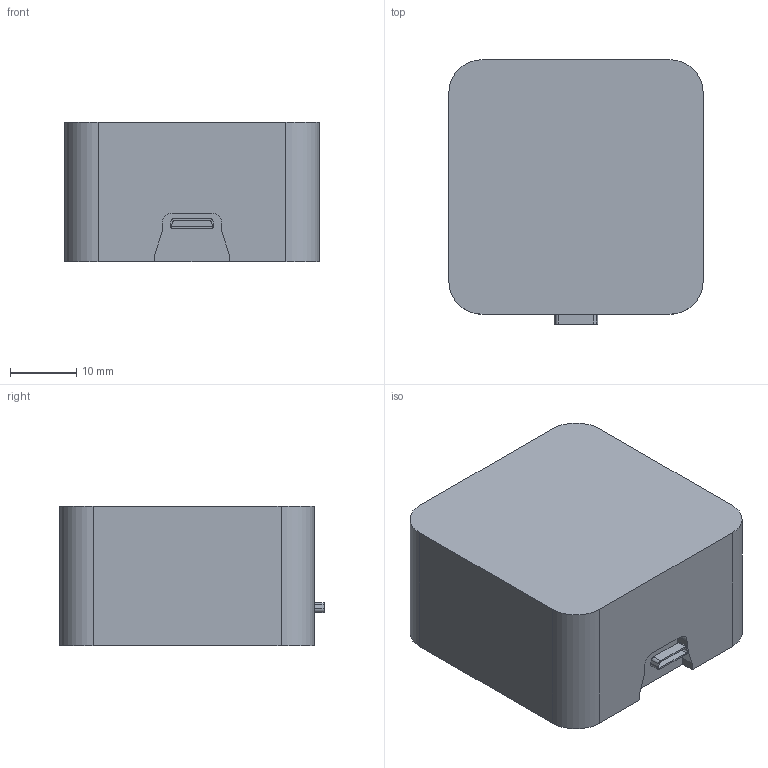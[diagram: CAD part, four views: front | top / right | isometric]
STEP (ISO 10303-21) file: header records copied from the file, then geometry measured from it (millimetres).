
FILE_DESCRIPTION(/* description */ (''),/* implementation_level */ '2;1');
FILE_NAME(/* name */ 'Pixhawk2 Cube v5.step',/* time_stamp */ '2022-11-04T21:27:23-05:00',/* author */ (''),/* organization */ (''),/* preprocessor_version */ 'ST-DEVELOPER v19.2',/* originating_system */ 'Autodesk Translation Framework v11.17.0.187',/* authorisation */ '');
FILE_SCHEMA (('AUTOMOTIVE_DESIGN { 1 0 10303 214 3 1 1 }'));
Length unit declared in the file: millimetre
Products named in the file (2): Pixhawk2 Cube; Component1
Assembly tree (1 placements, depth 2):
  Pixhawk2 Cube
    Component1
Bounding box: 38.32 x 39.82 x 21 mm (x, y, z)
Volume: 30249.9 mm3; surface area: 6005.6 mm2
Topology: 2 solids, 2 shells, 38 faces, 102 edges, 68 vertices
Faces by surface type: plane 24, cylinder 14
Entity records: 1264 total; most frequent: DIRECTION 212, CARTESIAN_POINT 211, ORIENTED_EDGE 204, EDGE_CURVE 102, LINE 74, VECTOR 74, AXIS2_PLACEMENT_3D 69, VERTEX_POINT 68
